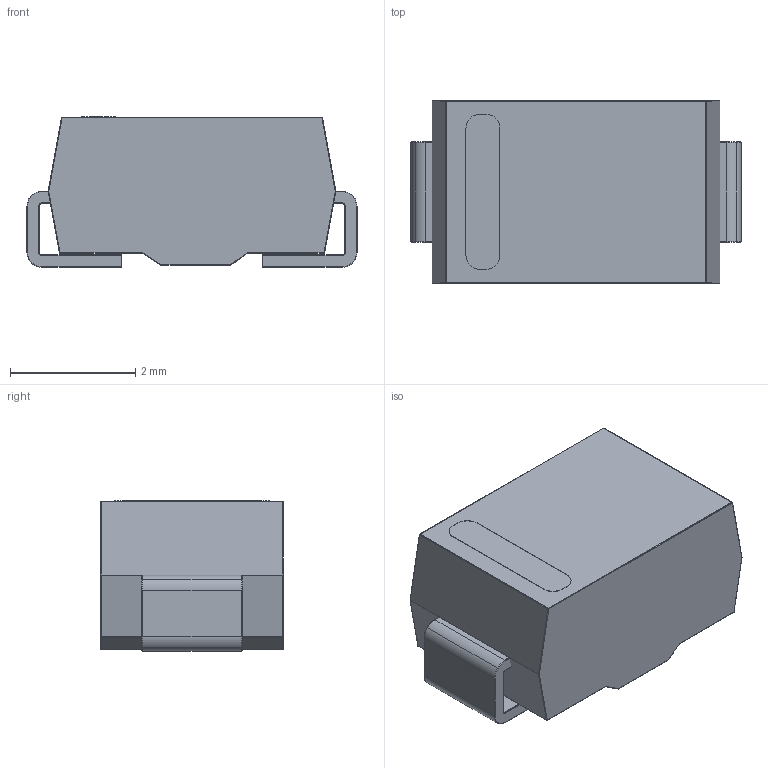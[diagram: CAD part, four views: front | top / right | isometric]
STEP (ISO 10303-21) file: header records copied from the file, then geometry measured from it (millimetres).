
FILE_DESCRIPTION (( 'STEP AP214' ), '1' );
FILE_NAME ('Copy of Diode SMA v1^DC-DC XL6009.STEP', '2023-02-25T15:48:53', ( '' ), ( '' ), 'SwSTEP 2.0', 'SolidWorks 2023', '' );
FILE_SCHEMA (( 'AUTOMOTIVE_DESIGN' ));
Length unit declared in the file: millimetre
Products named in the file (1): Copy of Diode SMA v1^DC-DC XL6009_Predeterminado
Bounding box: 5.28 x 2.92 x 2.41 mm (x, y, z)
Volume: 31.9 mm3; surface area: 95.4 mm2
Topology: 3 solids, 3 shells, 194 faces, 482 edges, 274 vertices
Faces by surface type: cylinder 114, plane 32, sphere 28, bspline 20
Entity records: 7670 total; most frequent: CARTESIAN_POINT 1508, ORIENTED_EDGE 896, DIRECTION 772, EDGE_CURVE 448, AXIS2_PLACEMENT_3D 290, VERTEX_POINT 260, UNCERTAINTY_MEASURE_WITH_UNIT 198, SURFACE_SIDE_STYLE 197
